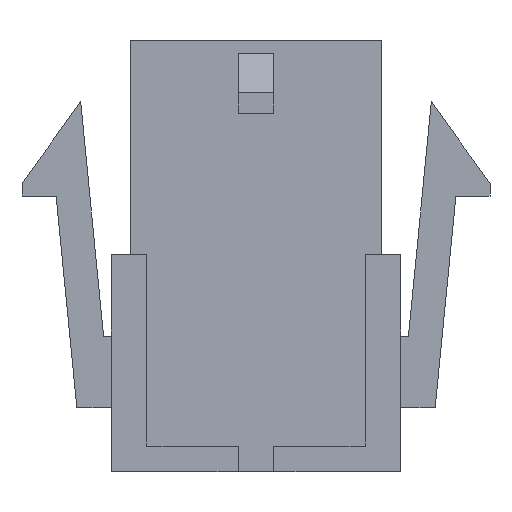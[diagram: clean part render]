
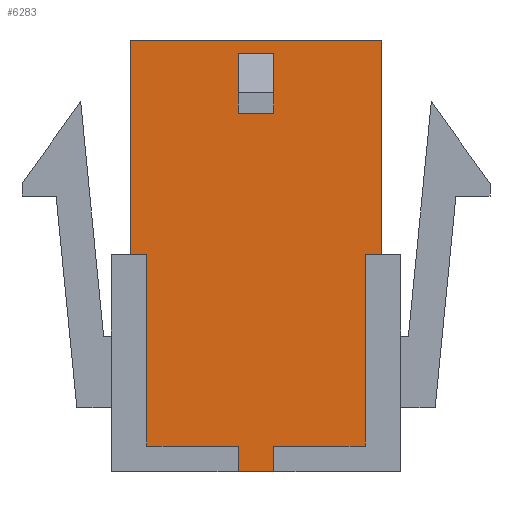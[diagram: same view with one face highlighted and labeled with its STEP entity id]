
A CAD part, front view. The second image highlights one B-rep face of the part: STEP entity #6283.
In plain terms, the highlighted planar face has unit normal (0, -1, 0).
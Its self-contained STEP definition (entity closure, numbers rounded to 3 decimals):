
#546=ORIENTED_EDGE('',*,*,#2335,.T.);
#547=ORIENTED_EDGE('',*,*,#2336,.T.);
#548=ORIENTED_EDGE('',*,*,#2337,.F.);
#549=ORIENTED_EDGE('',*,*,#2338,.F.);
#550=ORIENTED_EDGE('',*,*,#2331,.T.);
#551=ORIENTED_EDGE('',*,*,#1990,.T.);
#552=ORIENTED_EDGE('',*,*,#2324,.F.);
#553=ORIENTED_EDGE('',*,*,#2339,.F.);
#554=ORIENTED_EDGE('',*,*,#2340,.T.);
#555=ORIENTED_EDGE('',*,*,#2341,.T.);
#556=ORIENTED_EDGE('',*,*,#2342,.T.);
#557=ORIENTED_EDGE('',*,*,#2343,.F.);
#558=ORIENTED_EDGE('',*,*,#2344,.F.);
#559=ORIENTED_EDGE('',*,*,#2345,.F.);
#560=ORIENTED_EDGE('',*,*,#2346,.T.);
#561=ORIENTED_EDGE('',*,*,#2347,.T.);
#1990=EDGE_CURVE('',#2902,#2900,#3500,.T.);
#2324=EDGE_CURVE('',#3198,#2900,#3824,.T.);
#2331=EDGE_CURVE('',#3205,#2902,#3831,.T.);
#2335=EDGE_CURVE('',#3208,#3209,#3835,.T.);
#2336=EDGE_CURVE('',#3209,#3210,#3836,.T.);
#2337=EDGE_CURVE('',#3211,#3210,#3837,.T.);
#2338=EDGE_CURVE('',#3205,#3211,#3838,.T.);
#2339=EDGE_CURVE('',#3212,#3198,#3839,.T.);
#2340=EDGE_CURVE('',#3212,#3213,#3840,.T.);
#2341=EDGE_CURVE('',#3213,#3214,#3841,.T.);
#2342=EDGE_CURVE('',#3214,#3215,#3842,.T.);
#2343=EDGE_CURVE('',#3208,#3215,#3843,.T.);
#2344=EDGE_CURVE('',#3216,#3217,#3844,.T.);
#2345=EDGE_CURVE('',#3218,#3216,#3845,.T.);
#2346=EDGE_CURVE('',#3218,#3219,#3846,.T.);
#2347=EDGE_CURVE('',#3219,#3217,#3847,.T.);
#2900=VERTEX_POINT('',#8747);
#2902=VERTEX_POINT('',#8750);
#3198=VERTEX_POINT('',#9421);
#3205=VERTEX_POINT('',#9437);
#3208=VERTEX_POINT('',#9445);
#3209=VERTEX_POINT('',#9446);
#3210=VERTEX_POINT('',#9448);
#3211=VERTEX_POINT('',#9450);
#3212=VERTEX_POINT('',#9453);
#3213=VERTEX_POINT('',#9455);
#3214=VERTEX_POINT('',#9457);
#3215=VERTEX_POINT('',#9459);
#3216=VERTEX_POINT('',#9462);
#3217=VERTEX_POINT('',#9463);
#3218=VERTEX_POINT('',#9465);
#3219=VERTEX_POINT('',#9467);
#3500=LINE('',#8749,#4394);
#3824=LINE('',#9422,#4718);
#3831=LINE('',#9436,#4725);
#3835=LINE('',#9444,#4729);
#3836=LINE('',#9447,#4730);
#3837=LINE('',#9449,#4731);
#3838=LINE('',#9451,#4732);
#3839=LINE('',#9452,#4733);
#3840=LINE('',#9454,#4734);
#3841=LINE('',#9456,#4735);
#3842=LINE('',#9458,#4736);
#3843=LINE('',#9460,#4737);
#3844=LINE('',#9461,#4738);
#3845=LINE('',#9464,#4739);
#3846=LINE('',#9466,#4740);
#3847=LINE('',#9468,#4741);
#4394=VECTOR('',#7057,1000.);
#4718=VECTOR('',#7485,1000.);
#4725=VECTOR('',#7494,1000.);
#4729=VECTOR('',#7500,1000.);
#4730=VECTOR('',#7501,1000.);
#4731=VECTOR('',#7502,1000.);
#4732=VECTOR('',#7503,1000.);
#4733=VECTOR('',#7504,1000.);
#4734=VECTOR('',#7505,1000.);
#4735=VECTOR('',#7506,1000.);
#4736=VECTOR('',#7507,1000.);
#4737=VECTOR('',#7508,1000.);
#4738=VECTOR('',#7509,1000.);
#4739=VECTOR('',#7510,1000.);
#4740=VECTOR('',#7511,1000.);
#4741=VECTOR('',#7512,1000.);
#5262=EDGE_LOOP('',(#546,#547,#548,#549,#550,#551,#552,#553,#554,#555,#556,
#557));
#5263=EDGE_LOOP('',(#558,#559,#560,#561));
#5618=FACE_BOUND('',#5262,.T.);
#5619=FACE_BOUND('',#5263,.T.);
#5960=PLANE('',#6645);
#6283=ADVANCED_FACE('',(#5618,#5619),#5960,.T.);
#6645=AXIS2_PLACEMENT_3D('',#9443,#7498,#7499);
#7057=DIRECTION('',(-1.,0.,0.));
#7485=DIRECTION('',(0.,0.,1.));
#7494=DIRECTION('',(0.,0.,1.));
#7498=DIRECTION('',(0.,-1.,0.));
#7499=DIRECTION('',(0.,0.,-1.));
#7500=DIRECTION('',(0.,0.,1.));
#7501=DIRECTION('',(1.,0.,0.));
#7502=DIRECTION('',(0.,0.,-1.));
#7503=DIRECTION('',(-1.,0.,0.));
#7504=DIRECTION('',(-1.,0.,0.));
#7505=DIRECTION('',(0.,0.,-1.));
#7506=DIRECTION('',(1.,0.,0.));
#7507=DIRECTION('',(0.,0.,-1.));
#7508=DIRECTION('',(-1.,0.,0.));
#7509=DIRECTION('',(-1.,0.,0.));
#7510=DIRECTION('',(0.,0.,1.));
#7511=DIRECTION('',(-1.,0.,0.));
#7512=DIRECTION('',(0.,0.,1.));
#8747=CARTESIAN_POINT('',(-4.925,-3.425,8.45));
#8749=CARTESIAN_POINT('',(4.925,-3.425,8.45));
#8750=CARTESIAN_POINT('',(4.925,-3.425,8.45));
#9421=CARTESIAN_POINT('',(-4.925,-3.425,0.05));
#9422=CARTESIAN_POINT('',(-4.925,-3.425,-8.45));
#9436=CARTESIAN_POINT('',(4.925,-3.425,-8.45));
#9437=CARTESIAN_POINT('',(4.925,-3.425,0.05));
#9443=CARTESIAN_POINT('',(4.925,-3.425,-8.45));
#9444=CARTESIAN_POINT('',(0.7,-3.425,-8.45));
#9445=CARTESIAN_POINT('',(0.7,-3.425,-8.45));
#9446=CARTESIAN_POINT('',(0.7,-3.425,-7.45));
#9447=CARTESIAN_POINT('',(0.7,-3.425,-7.45));
#9448=CARTESIAN_POINT('',(4.275,-3.425,-7.45));
#9449=CARTESIAN_POINT('',(4.275,-3.425,0.05));
#9450=CARTESIAN_POINT('',(4.275,-3.425,0.05));
#9451=CARTESIAN_POINT('',(4.925,-3.425,0.05));
#9452=CARTESIAN_POINT('',(-4.275,-3.425,0.05));
#9453=CARTESIAN_POINT('',(-4.275,-3.425,0.05));
#9454=CARTESIAN_POINT('',(-4.275,-3.425,0.05));
#9455=CARTESIAN_POINT('',(-4.275,-3.425,-7.45));
#9456=CARTESIAN_POINT('',(-4.275,-3.425,-7.45));
#9457=CARTESIAN_POINT('',(-0.7,-3.425,-7.45));
#9458=CARTESIAN_POINT('',(-0.7,-3.425,-7.45));
#9459=CARTESIAN_POINT('',(-0.7,-3.425,-8.45));
#9460=CARTESIAN_POINT('',(4.925,-3.425,-8.45));
#9461=CARTESIAN_POINT('',(0.7,-3.425,7.95));
#9462=CARTESIAN_POINT('',(0.7,-3.425,7.95));
#9463=CARTESIAN_POINT('',(-0.7,-3.425,7.95));
#9464=CARTESIAN_POINT('',(0.7,-3.425,5.75));
#9465=CARTESIAN_POINT('',(0.7,-3.425,5.75));
#9466=CARTESIAN_POINT('',(0.7,-3.425,5.75));
#9467=CARTESIAN_POINT('',(-0.7,-3.425,5.75));
#9468=CARTESIAN_POINT('',(-0.7,-3.425,5.75));
